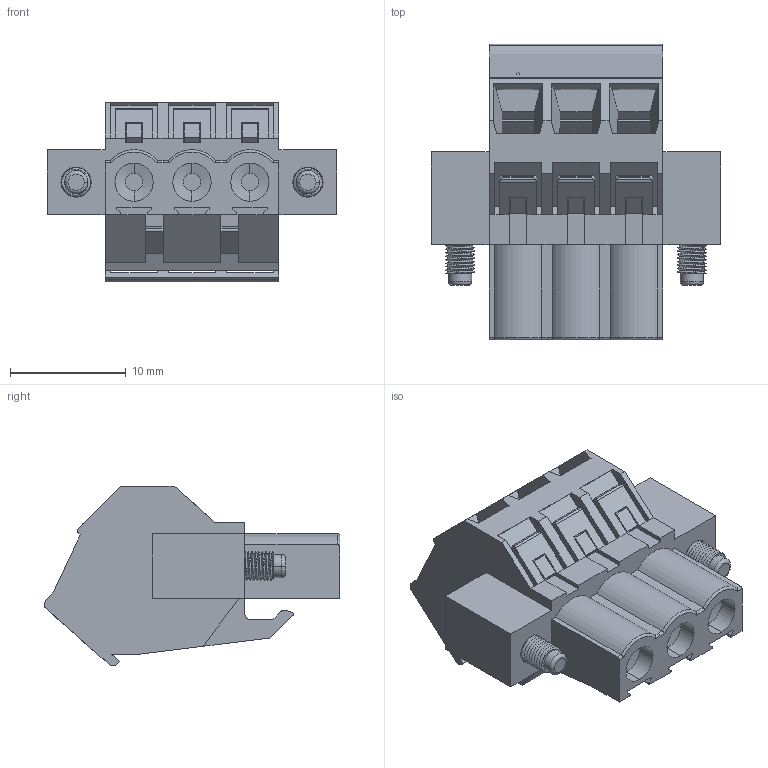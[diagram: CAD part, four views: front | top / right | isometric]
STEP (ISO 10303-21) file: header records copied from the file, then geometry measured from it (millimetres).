
FILE_DESCRIPTION (( 'STEP AP214' ), '1' );
FILE_NAME ('2EDGKLM-5.0-03P-14-00AH.STEP', '2021-03-09T16:34:44', ( '' ), ( '' ), 'SwSTEP 2.0', 'SolidWorks 2020', '' );
FILE_SCHEMA (( 'AUTOMOTIVE_DESIGN' ));
Length unit declared in the file: millimetre
Products named in the file (1): 2EDGKLM-5.0-03P-14-00AH
Bounding box: 25 x 25.5 x 15.5 mm (x, y, z)
Volume: 3310.6 mm3; surface area: 3154.3 mm2
Topology: 1 solids, 1 shells, 765 faces, 2014 edges, 1307 vertices
Faces by surface type: plane 464, bspline 151, cylinder 98, torus 36, cone 16
Entity records: 37237 total; most frequent: CARTESIAN_POINT 14442, ORIENTED_EDGE 4026, DIRECTION 3111, EDGE_CURVE 2013, VECTOR 1389, LINE 1389, VERTEX_POINT 1305, AXIS2_PLACEMENT_3D 861
